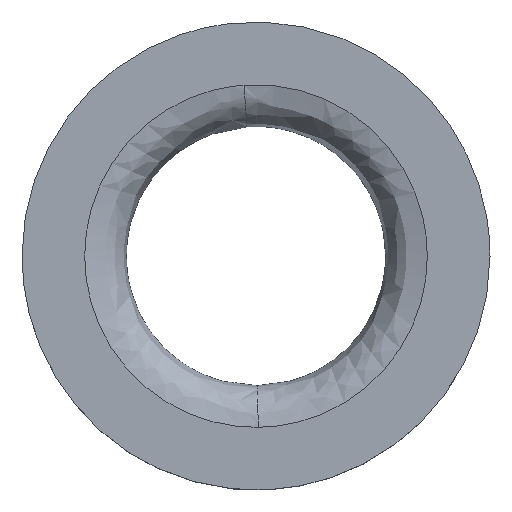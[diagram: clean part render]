
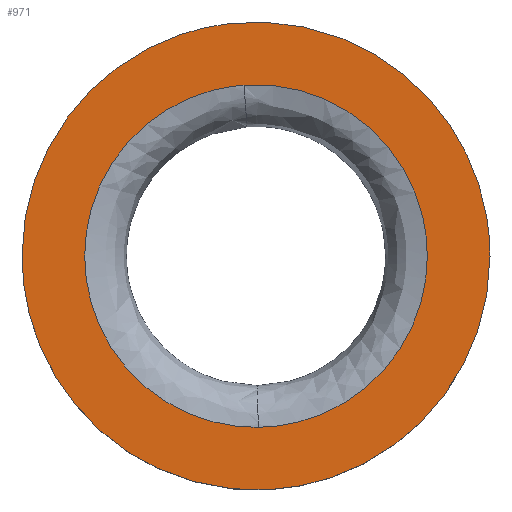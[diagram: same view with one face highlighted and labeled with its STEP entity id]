
A CAD part, top view. The second image highlights one B-rep face of the part: STEP entity #971.
In plain terms, the highlighted free-form (B-spline) face has degree [1, 1] with [2, 2] control points.
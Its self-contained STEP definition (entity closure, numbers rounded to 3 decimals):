
#85=CARTESIAN_POINT('',(-0.661,5.561,2.0));
#86=VERTEX_POINT('',#85);
#92=CARTESIAN_POINT('',(5.6,0.0,2.0));
#93=VERTEX_POINT('',#92);
#94=CARTESIAN_POINT('',(-0.661,5.561,2.));
#95=CARTESIAN_POINT('',(-0.332,5.6,2.));
#96=CARTESIAN_POINT('',(0.0,5.6,2.0));
#97=CARTESIAN_POINT('',(5.6,5.6,2.0));
#98=CARTESIAN_POINT('',(5.6,0.0,2.0));
#106=(BOUNDED_CURVE()B_SPLINE_CURVE(2,(#94,#95,#96,#97,#98),.UNSPECIFIED.,.F.,.U.)B_SPLINE_CURVE_WITH_KNOTS((3,2,3),(0.23,0.25,0.5),.UNSPECIFIED.)CURVE()GEOMETRIC_REPRESENTATION_ITEM()RATIONAL_B_SPLINE_CURVE((0.956,0.976,1.0,0.707,1.0))REPRESENTATION_ITEM(''));
#107=EDGE_CURVE('',#86,#93,#106,.T.);
#109=CARTESIAN_POINT('',(0.342,-5.59,2.0));
#110=VERTEX_POINT('',#109);
#111=CARTESIAN_POINT('',(5.6,0.0,2.0));
#112=CARTESIAN_POINT('',(5.6,-5.268,2.0));
#113=CARTESIAN_POINT('',(0.342,-5.59,2.0));
#121=(BOUNDED_CURVE()B_SPLINE_CURVE(2,(#111,#112,#113),.UNSPECIFIED.,.F.,.U.)B_SPLINE_CURVE_WITH_KNOTS((3,3),(0.5,0.739),.UNSPECIFIED.)CURVE()GEOMETRIC_REPRESENTATION_ITEM()RATIONAL_B_SPLINE_CURVE((1.0,0.72,0.976))REPRESENTATION_ITEM(''));
#122=EDGE_CURVE('',#93,#110,#121,.T.);
#196=CARTESIAN_POINT('',(-5.6,0.0,2.0));
#197=VERTEX_POINT('',#196);
#198=CARTESIAN_POINT('',(0.342,-5.59,2.0));
#199=CARTESIAN_POINT('',(0.171,-5.6,2.));
#200=CARTESIAN_POINT('',(0.0,-5.6,2.0));
#201=CARTESIAN_POINT('',(-5.6,-5.6,2.0));
#202=CARTESIAN_POINT('',(-5.6,0.0,2.0));
#210=(BOUNDED_CURVE()B_SPLINE_CURVE(2,(#198,#199,#200,#201,#202),.UNSPECIFIED.,.F.,.U.)B_SPLINE_CURVE_WITH_KNOTS((3,2,3),(0.739,0.75,1.0),.UNSPECIFIED.)CURVE()GEOMETRIC_REPRESENTATION_ITEM()RATIONAL_B_SPLINE_CURVE((0.976,0.988,1.0,0.707,1.0))REPRESENTATION_ITEM(''));
#211=EDGE_CURVE('',#110,#197,#210,.T.);
#213=CARTESIAN_POINT('',(-5.6,0.0,2.0));
#214=CARTESIAN_POINT('',(-5.6,4.974,2.));
#215=CARTESIAN_POINT('',(-0.661,5.561,2.));
#223=(BOUNDED_CURVE()B_SPLINE_CURVE(2,(#213,#214,#215),.UNSPECIFIED.,.F.,.U.)B_SPLINE_CURVE_WITH_KNOTS((3,3),(0.0,0.23),.UNSPECIFIED.)CURVE()GEOMETRIC_REPRESENTATION_ITEM()RATIONAL_B_SPLINE_CURVE((1.0,0.731,0.956))REPRESENTATION_ITEM(''));
#224=EDGE_CURVE('',#197,#86,#223,.T.);
#735=CARTESIAN_POINT('',(0.052,-4.1,2.0));
#736=VERTEX_POINT('',#735);
#752=CARTESIAN_POINT('',(4.1,0.0,2.0));
#753=VERTEX_POINT('',#752);
#754=CARTESIAN_POINT('',(4.1,0.0,2.0));
#755=CARTESIAN_POINT('',(4.1,-4.049,2.));
#756=CARTESIAN_POINT('',(0.052,-4.1,2.0));
#764=(BOUNDED_CURVE()B_SPLINE_CURVE(2,(#754,#755,#756),.UNSPECIFIED.,.F.,.U.)B_SPLINE_CURVE_WITH_KNOTS((3,3),(0.5,0.748),.UNSPECIFIED.)CURVE()GEOMETRIC_REPRESENTATION_ITEM()RATIONAL_B_SPLINE_CURVE((1.0,0.71,0.995))REPRESENTATION_ITEM(''));
#765=EDGE_CURVE('',#753,#736,#764,.T.);
#767=CARTESIAN_POINT('',(-0.286,4.09,2.));
#768=VERTEX_POINT('',#767);
#769=CARTESIAN_POINT('',(-0.286,4.09,2.));
#770=CARTESIAN_POINT('',(-0.143,4.1,2.));
#771=CARTESIAN_POINT('',(0.,4.1,2.));
#772=CARTESIAN_POINT('',(4.1,4.1,2.));
#773=CARTESIAN_POINT('',(4.1,0.0,2.0));
#781=(BOUNDED_CURVE()B_SPLINE_CURVE(2,(#769,#770,#771,#772,#773),.UNSPECIFIED.,.F.,.U.)B_SPLINE_CURVE_WITH_KNOTS((3,2,3),(0.238,0.25,0.5),.UNSPECIFIED.)CURVE()GEOMETRIC_REPRESENTATION_ITEM()RATIONAL_B_SPLINE_CURVE((0.973,0.986,1.0,0.707,1.0))REPRESENTATION_ITEM(''));
#782=EDGE_CURVE('',#768,#753,#781,.T.);
#851=CARTESIAN_POINT('',(-4.1,0.0,2.0));
#852=VERTEX_POINT('',#851);
#853=CARTESIAN_POINT('',(-4.1,0.0,2.0));
#854=CARTESIAN_POINT('',(-4.1,3.823,2.));
#855=CARTESIAN_POINT('',(-0.286,4.09,2.));
#863=(BOUNDED_CURVE()B_SPLINE_CURVE(2,(#853,#854,#855),.UNSPECIFIED.,.F.,.U.)B_SPLINE_CURVE_WITH_KNOTS((3,3),(0.0,0.238),.UNSPECIFIED.)CURVE()GEOMETRIC_REPRESENTATION_ITEM()RATIONAL_B_SPLINE_CURVE((1.0,0.721,0.973))REPRESENTATION_ITEM(''));
#864=EDGE_CURVE('',#852,#768,#863,.T.);
#866=CARTESIAN_POINT('',(0.052,-4.1,2.));
#867=CARTESIAN_POINT('',(0.026,-4.1,2.));
#868=CARTESIAN_POINT('',(0.0,-4.1,2.0));
#869=CARTESIAN_POINT('',(-4.1,-4.1,2.0));
#870=CARTESIAN_POINT('',(-4.1,0.0,2.0));
#878=(BOUNDED_CURVE()B_SPLINE_CURVE(2,(#866,#867,#868,#869,#870),.UNSPECIFIED.,.F.,.U.)B_SPLINE_CURVE_WITH_KNOTS((3,2,3),(0.748,0.75,1.0),.UNSPECIFIED.)CURVE()GEOMETRIC_REPRESENTATION_ITEM()RATIONAL_B_SPLINE_CURVE((0.995,0.997,1.0,0.707,1.0))REPRESENTATION_ITEM(''));
#879=EDGE_CURVE('',#736,#852,#878,.T.);
#954=CARTESIAN_POINT('',(-6.159,-6.159,2.0));
#955=CARTESIAN_POINT('',(6.159,-6.159,2.0));
#956=CARTESIAN_POINT('',(-6.159,6.159,2.0));
#957=CARTESIAN_POINT('',(6.159,6.159,2.0));
#958=B_SPLINE_SURFACE_WITH_KNOTS('',1,1,((#954,#956),(#955,#957)),.UNSPECIFIED.,.F.,.F.,.U.,(2,2),(2,2),(0.0,12.319),(0.0,12.319),.UNSPECIFIED.);
#959=ORIENTED_EDGE('',*,*,#211,.F.);
#960=ORIENTED_EDGE('',*,*,#122,.F.);
#961=ORIENTED_EDGE('',*,*,#107,.F.);
#962=ORIENTED_EDGE('',*,*,#224,.F.);
#963=EDGE_LOOP('',(#959,#960,#961,#962));
#964=FACE_OUTER_BOUND('',#963,.T.);
#965=ORIENTED_EDGE('',*,*,#765,.T.);
#966=ORIENTED_EDGE('',*,*,#879,.T.);
#967=ORIENTED_EDGE('',*,*,#864,.T.);
#968=ORIENTED_EDGE('',*,*,#782,.T.);
#969=EDGE_LOOP('',(#965,#966,#967,#968));
#970=FACE_BOUND('',#969,.T.);
#971=ADVANCED_FACE('',(#964,#970),#958,.T.);
